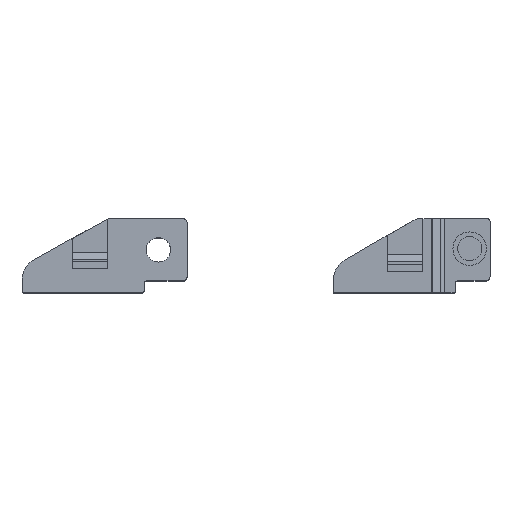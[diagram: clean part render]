
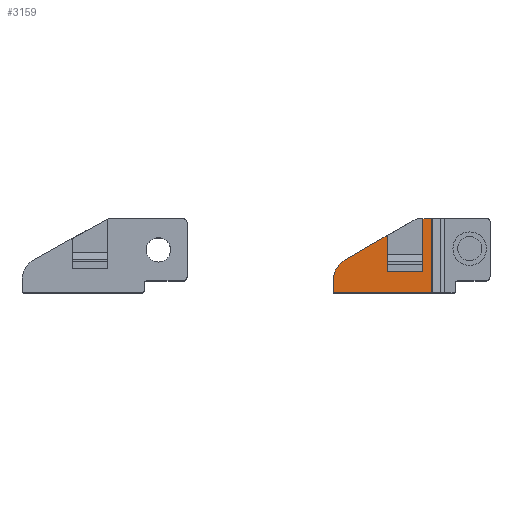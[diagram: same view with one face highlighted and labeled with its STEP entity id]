
A CAD part, top view. The second image highlights one B-rep face of the part: STEP entity #3159.
In plain terms, the highlighted planar face has unit normal (0, 0, 1).
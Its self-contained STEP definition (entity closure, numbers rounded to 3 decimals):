
#642 = DIRECTION ( 'NONE',  ( -1., 0., 0. ) ) ;
#1156 = VECTOR ( 'NONE', #17035, 1000. ) ;
#1235 = VECTOR ( 'NONE', #642, 1000. ) ;
#1397 = VECTOR ( 'NONE', #4366, 1000. ) ;
#2039 = LINE ( 'NONE', #10386, #14712 ) ;
#2047 = VERTEX_POINT ( 'NONE', #15208 ) ;
#2157 = CARTESIAN_POINT ( 'NONE',  ( -21.432, -4.946, 47. ) ) ;
#2267 = CARTESIAN_POINT ( 'NONE',  ( -15.949, -18.5, 47. ) ) ;
#3159 = ADVANCED_FACE ( 'NONE', ( #3573 ), #5212, .T. ) ;
#3573 = FACE_OUTER_BOUND ( 'NONE', #15299, .T. ) ;
#3795 = DIRECTION ( 'NONE',  ( 1., 0., 0. ) ) ;
#3925 = CARTESIAN_POINT ( 'NONE',  ( -19.5, -9.5, 47. ) ) ;
#3980 = ORIENTED_EDGE ( 'NONE', *, *, #11473, .F. ) ;
#4015 = CIRCLE ( 'NONE', #15101, 10. ) ;
#4142 = EDGE_CURVE ( 'NONE', #6503, #17508, #4015, .T. ) ;
#4360 = DIRECTION ( 'NONE',  ( 0., 0., -1. ) ) ;
#4366 = DIRECTION ( 'NONE',  ( 1., 0., 0. ) ) ;
#4420 = EDGE_CURVE ( 'NONE', #21014, #16112, #8781, .T. ) ;
#4673 = CARTESIAN_POINT ( 'NONE',  ( -47., -13.308, 47. ) ) ;
#4785 = ORIENTED_EDGE ( 'NONE', *, *, #4142, .F. ) ;
#5212 = PLANE ( 'NONE',  #16442 ) ;
#5490 = EDGE_CURVE ( 'NONE', #13252, #20136, #2039, .T. ) ;
#5915 = LINE ( 'NONE', #17099, #19642 ) ;
#6503 = VERTEX_POINT ( 'NONE', #13394 ) ;
#6872 = LINE ( 'NONE', #13591, #16878 ) ;
#6935 = EDGE_CURVE ( 'NONE', #2047, #21014, #6872, .T. ) ;
#7116 = CARTESIAN_POINT ( 'NONE',  ( -34.5, -9.5, 47. ) ) ;
#8756 = ORIENTED_EDGE ( 'NONE', *, *, #5490, .T. ) ;
#8781 = LINE ( 'NONE', #2267, #1235 ) ;
#9344 = EDGE_CURVE ( 'NONE', #16112, #18062, #19744, .T. ) ;
#9350 = CARTESIAN_POINT ( 'NONE',  ( -19.5, 12.5, 47. ) ) ;
#9699 = VERTEX_POINT ( 'NONE', #19894 ) ;
#9827 = EDGE_CURVE ( 'NONE', #13252, #2047, #15639, .T. ) ;
#9838 = CARTESIAN_POINT ( 'NONE',  ( -56.5, -18., 47. ) ) ;
#10104 = DIRECTION ( 'NONE',  ( 0., -1., 0. ) ) ;
#10258 = ORIENTED_EDGE ( 'NONE', *, *, #13680, .T. ) ;
#10386 = CARTESIAN_POINT ( 'NONE',  ( -19.5, 12.5, 47. ) ) ;
#10403 = AXIS2_PLACEMENT_3D ( 'NONE', #9838, #19812, #16464 ) ;
#10543 = CARTESIAN_POINT ( 'NONE',  ( -15.949, -18.5, 47. ) ) ;
#10816 = CARTESIAN_POINT ( 'NONE',  ( -57., -18., 47. ) ) ;
#10954 = ORIENTED_EDGE ( 'NONE', *, *, #12716, .F. ) ;
#10962 = ORIENTED_EDGE ( 'NONE', *, *, #4420, .F. ) ;
#11473 = EDGE_CURVE ( 'NONE', #18062, #6503, #15921, .T. ) ;
#11860 = VECTOR ( 'NONE', #20474, 1000. ) ;
#11946 = CARTESIAN_POINT ( 'NONE',  ( -52., -4.647, 47. ) ) ;
#12294 = ORIENTED_EDGE ( 'NONE', *, *, #6935, .F. ) ;
#12716 = EDGE_CURVE ( 'NONE', #17508, #9699, #16710, .T. ) ;
#12739 = ORIENTED_EDGE ( 'NONE', *, *, #9344, .F. ) ;
#13252 = VERTEX_POINT ( 'NONE', #18061 ) ;
#13394 = CARTESIAN_POINT ( 'NONE',  ( -57., -13.308, 47. ) ) ;
#13449 = DIRECTION ( 'NONE',  ( 0., 0., 1. ) ) ;
#13591 = CARTESIAN_POINT ( 'NONE',  ( -15.949, 12.5, 47. ) ) ;
#13680 = EDGE_CURVE ( 'NONE', #20136, #14111, #20613, .T. ) ;
#14002 = DIRECTION ( 'NONE',  ( -1., 0., 0. ) ) ;
#14111 = VERTEX_POINT ( 'NONE', #7116 ) ;
#14712 = VECTOR ( 'NONE', #15383, 1000. ) ;
#15101 = AXIS2_PLACEMENT_3D ( 'NONE', #4673, #4360, #19206 ) ;
#15208 = CARTESIAN_POINT ( 'NONE',  ( -15.949, 12.5, 47. ) ) ;
#15299 = EDGE_LOOP ( 'NONE', ( #20222, #10954, #4785, #3980, #12739, #10962, #12294, #20556, #8756, #10258 ) ) ;
#15383 = DIRECTION ( 'NONE',  ( 0., -1., 0. ) ) ;
#15639 = LINE ( 'NONE', #9350, #1397 ) ;
#15921 = LINE ( 'NONE', #10816, #11860 ) ;
#16112 = VERTEX_POINT ( 'NONE', #17306 ) ;
#16442 = AXIS2_PLACEMENT_3D ( 'NONE', #2157, #13449, #3795 ) ;
#16464 = DIRECTION ( 'NONE',  ( -1., 0., 0. ) ) ;
#16710 = LINE ( 'NONE', #18757, #1156 ) ;
#16878 = VECTOR ( 'NONE', #10104, 1000. ) ;
#17035 = DIRECTION ( 'NONE',  ( 0.866, 0.5, 0. ) ) ;
#17099 = CARTESIAN_POINT ( 'NONE',  ( -34.5, -9.5, 47. ) ) ;
#17306 = CARTESIAN_POINT ( 'NONE',  ( -56.5, -18.5, 47. ) ) ;
#17508 = VERTEX_POINT ( 'NONE', #11946 ) ;
#17659 = CARTESIAN_POINT ( 'NONE',  ( -57., -18., 47. ) ) ;
#18061 = CARTESIAN_POINT ( 'NONE',  ( -19.5, 12.5, 47. ) ) ;
#18062 = VERTEX_POINT ( 'NONE', #17659 ) ;
#18348 = EDGE_CURVE ( 'NONE', #14111, #9699, #5915, .T. ) ;
#18520 = VECTOR ( 'NONE', #14002, 1000. ) ;
#18757 = CARTESIAN_POINT ( 'NONE',  ( -52., -4.647, 47. ) ) ;
#18937 = DIRECTION ( 'NONE',  ( 0., 1., 0. ) ) ;
#19206 = DIRECTION ( 'NONE',  ( -0.5, 0.866, 0. ) ) ;
#19642 = VECTOR ( 'NONE', #18937, 1000. ) ;
#19744 = CIRCLE ( 'NONE', #10403, 0.5 ) ;
#19812 = DIRECTION ( 'NONE',  ( 0., 0., -1. ) ) ;
#19894 = CARTESIAN_POINT ( 'NONE',  ( -34.5, 5.456, 47. ) ) ;
#20136 = VERTEX_POINT ( 'NONE', #20495 ) ;
#20222 = ORIENTED_EDGE ( 'NONE', *, *, #18348, .T. ) ;
#20474 = DIRECTION ( 'NONE',  ( 0., 1., 0. ) ) ;
#20495 = CARTESIAN_POINT ( 'NONE',  ( -19.5, -9.5, 47. ) ) ;
#20556 = ORIENTED_EDGE ( 'NONE', *, *, #9827, .F. ) ;
#20613 = LINE ( 'NONE', #3925, #18520 ) ;
#21014 = VERTEX_POINT ( 'NONE', #10543 ) ;
